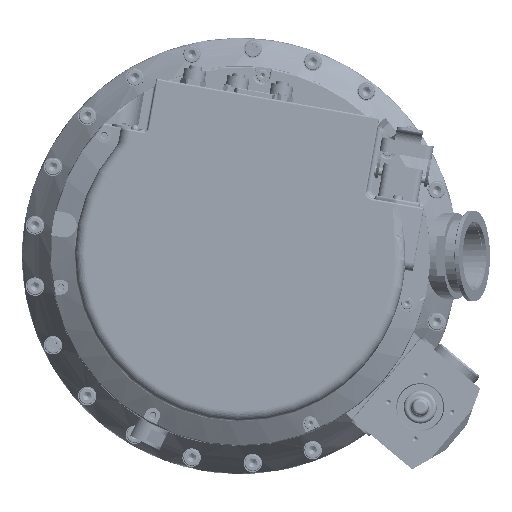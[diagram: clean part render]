
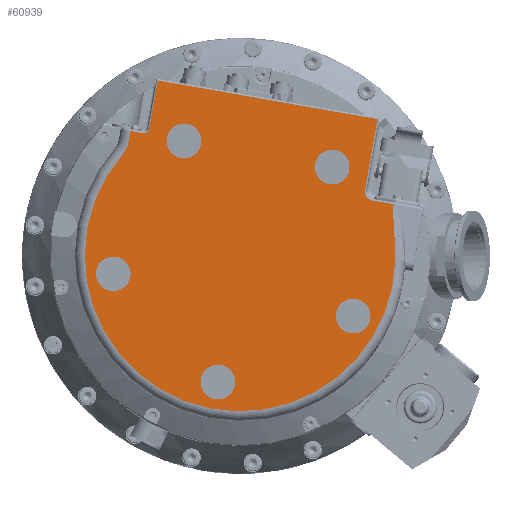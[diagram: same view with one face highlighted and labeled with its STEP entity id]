
A CAD part, front view. The second image highlights one B-rep face of the part: STEP entity #60939.
In plain terms, the highlighted planar face has unit normal (0, -1, 0).
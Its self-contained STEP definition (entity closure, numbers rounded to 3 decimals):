
#767=FACE_BOUND('',#9485,.T.);
#768=FACE_BOUND('',#9486,.T.);
#769=FACE_BOUND('',#9487,.T.);
#770=FACE_BOUND('',#9488,.T.);
#771=FACE_BOUND('',#9489,.T.);
#2067=B_SPLINE_CURVE_WITH_KNOTS('',3,(#96079,#96080,#96081,#96082,#96083,
#96084,#96085,#96086,#96087,#96088),.UNSPECIFIED.,.F.,.F.,(4,2,2,2,4),(0.,
0.5,0.75,0.875,1.),.UNSPECIFIED.);
#3715=PLANE('',#65337);
#5828=FACE_OUTER_BOUND('',#9484,.T.);
#9484=EDGE_LOOP('',(#41685,#41686,#41687,#41688,#41689,#41690,#41691,#41692,
#41693,#41694,#41695));
#9485=EDGE_LOOP('',(#41696));
#9486=EDGE_LOOP('',(#41697));
#9487=EDGE_LOOP('',(#41698));
#9488=EDGE_LOOP('',(#41699));
#9489=EDGE_LOOP('',(#41700));
#13496=CIRCLE('',#65087,16.);
#13499=CIRCLE('',#65091,94.);
#13504=CIRCLE('',#65101,3.);
#13530=CIRCLE('',#65147,10.5);
#13532=CIRCLE('',#65151,10.5);
#13534=CIRCLE('',#65155,10.5);
#13536=CIRCLE('',#65159,10.5);
#13540=CIRCLE('',#65167,10.5);
#13593=CIRCLE('',#65273,5.5);
#16120=LINE('',#95571,#20308);
#16146=LINE('',#96014,#20334);
#16151=LINE('',#96104,#20339);
#16152=LINE('',#96113,#20340);
#16237=LINE('',#97072,#20425);
#16238=LINE('',#97081,#20426);
#20308=VECTOR('',#72578,135.);
#20334=VECTOR('',#72684,6.699);
#20339=VECTOR('',#72713,8.);
#20340=VECTOR('',#72726,30.);
#20425=VECTOR('',#73143,43.5);
#20426=VECTOR('',#73156,13.07);
#25153=VERTEX_POINT('',#95564);
#25155=VERTEX_POINT('',#95569);
#25193=VERTEX_POINT('',#96003);
#25197=VERTEX_POINT('',#96012);
#25199=VERTEX_POINT('',#96018);
#25201=VERTEX_POINT('',#96024);
#25202=VERTEX_POINT('',#96070);
#25207=VERTEX_POINT('',#96103);
#25208=VERTEX_POINT('',#96107);
#25240=VERTEX_POINT('',#96429);
#25242=VERTEX_POINT('',#96436);
#25244=VERTEX_POINT('',#96443);
#25246=VERTEX_POINT('',#96450);
#25250=VERTEX_POINT('',#96464);
#25323=VERTEX_POINT('',#97071);
#25324=VERTEX_POINT('',#97075);
#31334=EDGE_CURVE('',#25153,#25155,#16120,.T.);
#31393=EDGE_CURVE('',#25193,#25197,#16146,.T.);
#31396=EDGE_CURVE('',#25197,#25199,#13496,.T.);
#31399=EDGE_CURVE('',#25199,#25201,#13499,.T.);
#31402=EDGE_CURVE('',#25201,#25202,#2067,.T.);
#31409=EDGE_CURVE('',#25207,#25193,#16151,.T.);
#31413=EDGE_CURVE('',#25208,#25207,#13504,.T.);
#31414=EDGE_CURVE('',#25155,#25208,#16152,.T.);
#31468=EDGE_CURVE('',#25240,#25240,#13530,.T.);
#31471=EDGE_CURVE('',#25242,#25242,#13532,.T.);
#31474=EDGE_CURVE('',#25244,#25244,#13534,.T.);
#31477=EDGE_CURVE('',#25246,#25246,#13536,.T.);
#31483=EDGE_CURVE('',#25250,#25250,#13540,.T.);
#31611=EDGE_CURVE('',#25323,#25153,#16237,.T.);
#31615=EDGE_CURVE('',#25324,#25323,#13593,.T.);
#31616=EDGE_CURVE('',#25202,#25324,#16238,.T.);
#41685=ORIENTED_EDGE('',*,*,#31611,.T.);
#41686=ORIENTED_EDGE('',*,*,#31334,.T.);
#41687=ORIENTED_EDGE('',*,*,#31414,.T.);
#41688=ORIENTED_EDGE('',*,*,#31413,.T.);
#41689=ORIENTED_EDGE('',*,*,#31409,.T.);
#41690=ORIENTED_EDGE('',*,*,#31393,.T.);
#41691=ORIENTED_EDGE('',*,*,#31396,.T.);
#41692=ORIENTED_EDGE('',*,*,#31399,.T.);
#41693=ORIENTED_EDGE('',*,*,#31402,.T.);
#41694=ORIENTED_EDGE('',*,*,#31616,.T.);
#41695=ORIENTED_EDGE('',*,*,#31615,.T.);
#41696=ORIENTED_EDGE('',*,*,#31468,.F.);
#41697=ORIENTED_EDGE('',*,*,#31471,.F.);
#41698=ORIENTED_EDGE('',*,*,#31474,.F.);
#41699=ORIENTED_EDGE('',*,*,#31477,.F.);
#41700=ORIENTED_EDGE('',*,*,#31483,.F.);
#60939=ADVANCED_FACE('',(#5828,#767,#768,#769,#770,#771),#3715,.T.);
#65087=AXIS2_PLACEMENT_3D('',#96020,#72690,#72691);
#65091=AXIS2_PLACEMENT_3D('',#96026,#72698,#72699);
#65101=AXIS2_PLACEMENT_3D('',#96111,#72722,#72723);
#65147=AXIS2_PLACEMENT_3D('',#96431,#72835,#72836);
#65151=AXIS2_PLACEMENT_3D('',#96438,#72844,#72845);
#65155=AXIS2_PLACEMENT_3D('',#96445,#72853,#72854);
#65159=AXIS2_PLACEMENT_3D('',#96452,#72862,#72863);
#65167=AXIS2_PLACEMENT_3D('',#96466,#72880,#72881);
#65273=AXIS2_PLACEMENT_3D('',#97079,#73152,#73153);
#65337=AXIS2_PLACEMENT_3D('',#97409,#73325,#73326);
#72578=DIRECTION('',(-0.985,0.,0.174));
#72684=DIRECTION('',(-0.174,0.,-0.985));
#72690=DIRECTION('center_axis',(0.,1.,0.));
#72691=DIRECTION('ref_axis',(-0.985,0.,0.174));
#72698=DIRECTION('center_axis',(0.,-1.,0.));
#72699=DIRECTION('ref_axis',(-0.985,0.,0.174));
#72713=DIRECTION('',(-0.985,0.,0.174));
#72722=DIRECTION('center_axis',(0.,1.,0.));
#72723=DIRECTION('ref_axis',(-0.985,0.,0.174));
#72726=DIRECTION('',(-0.174,0.,-0.985));
#72835=DIRECTION('center_axis',(0.,-1.,0.));
#72836=DIRECTION('ref_axis',(-0.985,0.,0.174));
#72844=DIRECTION('center_axis',(0.,-1.,0.));
#72845=DIRECTION('ref_axis',(-0.985,0.,0.174));
#72853=DIRECTION('center_axis',(0.,-1.,0.));
#72854=DIRECTION('ref_axis',(-0.985,0.,0.174));
#72862=DIRECTION('center_axis',(0.,-1.,0.));
#72863=DIRECTION('ref_axis',(-0.985,0.,0.174));
#72880=DIRECTION('center_axis',(0.,-1.,0.));
#72881=DIRECTION('ref_axis',(-0.985,0.,0.174));
#73143=DIRECTION('',(0.174,0.,0.985));
#73152=DIRECTION('center_axis',(0.,1.,0.));
#73153=DIRECTION('ref_axis',(-0.985,0.,0.174));
#73156=DIRECTION('',(-0.985,0.,0.174));
#73325=DIRECTION('center_axis',(0.,-1.,0.));
#73326=DIRECTION('ref_axis',(0.,0.,
-1.));
#95564=CARTESIAN_POINT('',(83.145,-66.5,82.82));
#95569=CARTESIAN_POINT('',(-49.804,-66.5,106.263));
#95571=CARTESIAN_POINT('',(83.145,-66.5,82.82));
#96003=CARTESIAN_POINT('',(-66.368,-66.5,75.674));
#96012=CARTESIAN_POINT('',(-67.531,-66.5,69.077));
#96014=CARTESIAN_POINT('',(-66.368,-66.5,75.674));
#96018=CARTESIAN_POINT('',(-71.173,-66.5,61.403));
#96020=CARTESIAN_POINT('Origin',(-83.288,-66.5,71.855));
#96024=CARTESIAN_POINT('',(93.978,-66.5,-2.033));
#96026=CARTESIAN_POINT('Origin',(0.,-66.5,0.));
#96070=CARTESIAN_POINT('',(92.924,-66.5,31.34));
#96079=CARTESIAN_POINT('Ctrl Pts',(93.978,-66.5,-2.033));
#96080=CARTESIAN_POINT('Ctrl Pts',(94.099,-66.5,3.552));
#96081=CARTESIAN_POINT('Ctrl Pts',(93.753,-66.5,9.128));
#96082=CARTESIAN_POINT('Ctrl Pts',(93.036,-66.5,17.466));
#96083=CARTESIAN_POINT('Ctrl Pts',(92.762,-66.5,20.244));
#96084=CARTESIAN_POINT('Ctrl Pts',(92.493,-66.5,24.419));
#96085=CARTESIAN_POINT('Ctrl Pts',(92.427,-66.5,25.815));
#96086=CARTESIAN_POINT('Ctrl Pts',(92.455,-66.5,28.593));
#96087=CARTESIAN_POINT('Ctrl Pts',(92.503,-66.5,29.98));
#96088=CARTESIAN_POINT('Ctrl Pts',(92.924,-66.5,31.34));
#96103=CARTESIAN_POINT('',(-58.489,-66.5,74.285));
#96104=CARTESIAN_POINT('',(-58.489,-66.5,74.285));
#96107=CARTESIAN_POINT('',(-55.014,-66.5,76.719));
#96111=CARTESIAN_POINT('Origin',(-57.968,-66.5,77.24));
#96113=CARTESIAN_POINT('',(-49.804,-66.5,106.263));
#96429=CARTESIAN_POINT('',(-75.284,-66.5,-21.184));
#96431=CARTESIAN_POINT('Origin',(-76.746,-66.5,-10.786));
#96436=CARTESIAN_POINT('',(-43.411,-66.5,65.054));
#96438=CARTESIAN_POINT('Origin',(-33.974,-66.5,69.657));
#96443=CARTESIAN_POINT('',(48.455,-66.5,61.389));
#96445=CARTESIAN_POINT('Origin',(55.749,-66.5,53.836));
#96450=CARTESIAN_POINT('',(73.358,-66.5,-27.113));
#96452=CARTESIAN_POINT('Origin',(68.428,-66.5,-36.384));
#96464=CARTESIAN_POINT('',(-3.117,-66.5,-78.146));
#96466=CARTESIAN_POINT('Origin',(-13.458,-66.5,-76.323));
#97071=CARTESIAN_POINT('',(75.591,-66.5,39.981));
#97072=CARTESIAN_POINT('',(75.591,-66.5,39.981));
#97075=CARTESIAN_POINT('',(80.052,-66.5,33.61));
#97079=CARTESIAN_POINT('Origin',(81.007,-66.5,39.026));
#97081=CARTESIAN_POINT('',(92.924,-66.5,31.34));
#97409=CARTESIAN_POINT('Origin',(-50.615,-66.5,107.421));
